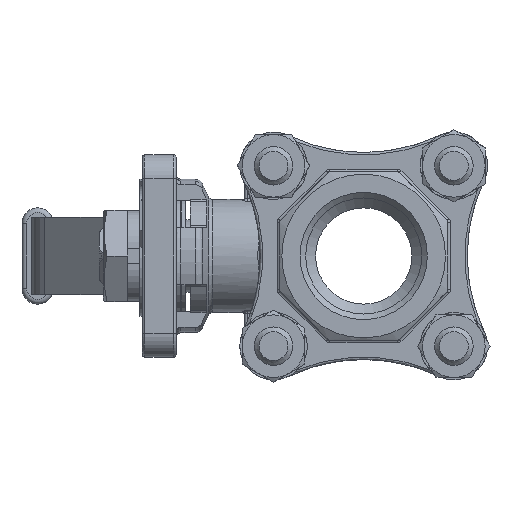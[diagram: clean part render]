
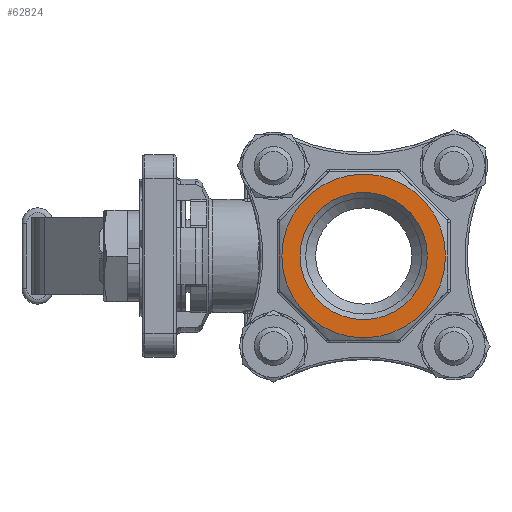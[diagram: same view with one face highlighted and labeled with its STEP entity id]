
A CAD part, left-side view. The second image highlights one B-rep face of the part: STEP entity #62824.
In plain terms, the highlighted planar face has unit normal (-1, 0, 0).
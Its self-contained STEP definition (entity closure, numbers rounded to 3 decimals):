
#9330 = PLANE ( 'NONE',  #64001 ) ;
#9332 = CARTESIAN_POINT ( 'NONE',  ( -40., 0., 0. ) ) ;
#9334 = DIRECTION ( 'NONE',  ( 1., 0., 0. ) ) ;
#9336 = DIRECTION ( 'NONE',  ( 0., -1., 0. ) ) ;
#9798 = CARTESIAN_POINT ( 'NONE',  ( -40., -13.22, 0. ) ) ;
#9800 = CARTESIAN_POINT ( 'NONE',  ( -40., -17., 0. ) ) ;
#12457 = FACE_BOUND ( 'NONE', #64869, .T. ) ;
#12460 = FACE_OUTER_BOUND ( 'NONE', #64868, .T. ) ;
#12677 = VERTEX_POINT ( 'NONE', #9800 ) ;
#18828 = VERTEX_POINT ( 'NONE', #9798 ) ;
#26153 = CIRCLE ( 'NONE', #26525, 13.22 ) ;
#26157 = CIRCLE ( 'NONE', #26318, 17. ) ;
#26318 = AXIS2_PLACEMENT_3D ( 'NONE', #30333, #30334, #30335 ) ;
#26525 = AXIS2_PLACEMENT_3D ( 'NONE', #30328, #30329, #30330 ) ;
#30328 = CARTESIAN_POINT ( 'NONE',  ( -40., 0., 0. ) ) ;
#30329 = DIRECTION ( 'NONE',  ( -1., 0., 0. ) ) ;
#30330 = DIRECTION ( 'NONE',  ( 0., -1., 0. ) ) ;
#30333 = CARTESIAN_POINT ( 'NONE',  ( -40., 0., 0. ) ) ;
#30334 = DIRECTION ( 'NONE',  ( -1., 0., 0. ) ) ;
#30335 = DIRECTION ( 'NONE',  ( 0., -1., 0. ) ) ;
#52201 = EDGE_CURVE ( 'NONE', #18828, #18828, #26153, .T. ) ;
#52202 = EDGE_CURVE ( 'NONE', #12677, #12677, #26157, .T. ) ;
#53454 = ORIENTED_EDGE ( 'NONE', *, *, #52201, .F. ) ;
#53944 = ORIENTED_EDGE ( 'NONE', *, *, #52202, .T. ) ;
#62824 = ADVANCED_FACE ( 'NONE', ( #12457, #12460 ), #9330, .F. ) ;
#64001 = AXIS2_PLACEMENT_3D ( 'NONE', #9332, #9334, #9336 ) ;
#64868 = EDGE_LOOP ( 'NONE', ( #53944 ) ) ;
#64869 = EDGE_LOOP ( 'NONE', ( #53454 ) ) ;
